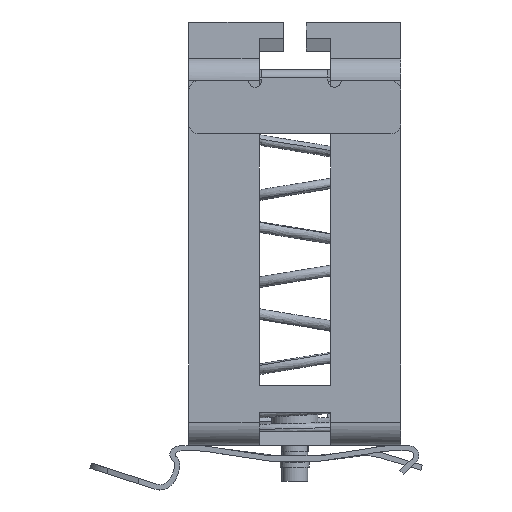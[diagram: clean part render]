
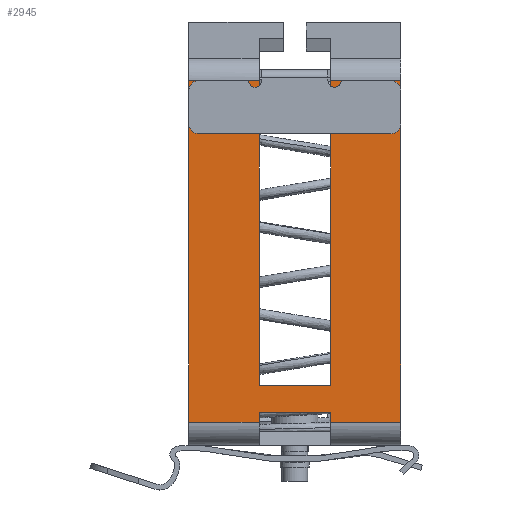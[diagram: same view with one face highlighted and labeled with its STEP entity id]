
A CAD part, left-side view. The second image highlights one B-rep face of the part: STEP entity #2945.
In plain terms, the highlighted planar face has unit normal (-1, 0, 0).
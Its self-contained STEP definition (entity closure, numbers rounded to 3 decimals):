
#2870=AXIS2_PLACEMENT_3D('Plane Axis2P3D',#2867,#2868,#2869) ;
#2544=CARTESIAN_POINT('Vertex',(1.2,35.239,10.26)) ;
#2654=CARTESIAN_POINT('Vertex',(1.2,13.839,10.26)) ;
#2668=CARTESIAN_POINT('Vertex',(1.2,24.639,10.26)) ;
#2671=CARTESIAN_POINT('Line Origine',(1.2,19.239,10.26)) ;
#2680=CARTESIAN_POINT('Vertex',(1.2,3.239,10.26)) ;
#2683=CARTESIAN_POINT('Line Origine',(1.2,19.239,10.26)) ;
#2725=CARTESIAN_POINT('Line Origine',(1.2,35.239,36.022)) ;
#2729=CARTESIAN_POINT('Vertex',(1.2,35.239,61.785)) ;
#2867=CARTESIAN_POINT('Axis2P3D Location',(1.2,19.239,8.76)) ;
#2872=CARTESIAN_POINT('Line Origine',(1.2,13.839,38.777)) ;
#2876=CARTESIAN_POINT('Vertex',(1.2,13.839,15.77)) ;
#2878=CARTESIAN_POINT('Vertex',(1.2,13.839,61.785)) ;
#2881=CARTESIAN_POINT('Line Origine',(1.2,19.239,15.77)) ;
#2885=CARTESIAN_POINT('Vertex',(1.2,24.639,15.77)) ;
#2888=CARTESIAN_POINT('Line Origine',(1.2,24.639,38.777)) ;
#2892=CARTESIAN_POINT('Vertex',(1.2,24.639,61.785)) ;
#2895=CARTESIAN_POINT('Line Origine',(1.2,29.939,61.785)) ;
#2900=CARTESIAN_POINT('Line Origine',(1.2,24.639,11.015)) ;
#2904=CARTESIAN_POINT('Vertex',(1.2,24.639,11.77)) ;
#2907=CARTESIAN_POINT('Line Origine',(1.2,19.239,11.77)) ;
#2911=CARTESIAN_POINT('Vertex',(1.2,13.839,11.77)) ;
#2914=CARTESIAN_POINT('Line Origine',(1.2,13.839,11.015)) ;
#2919=CARTESIAN_POINT('Line Origine',(1.2,3.239,36.022)) ;
#2923=CARTESIAN_POINT('Vertex',(1.2,3.239,61.785)) ;
#2926=CARTESIAN_POINT('Line Origine',(1.2,8.539,61.785)) ;
#2672=DIRECTION('Vector Direction',(0.,-1.,0.)) ;
#2684=DIRECTION('Vector Direction',(0.,-1.,0.)) ;
#2726=DIRECTION('Vector Direction',(0.,0.,-1.)) ;
#2868=DIRECTION('Axis2P3D Direction',(-1.,0.,0.)) ;
#2869=DIRECTION('Axis2P3D XDirection',(0.,-1.,0.)) ;
#2873=DIRECTION('Vector Direction',(0.,0.,1.)) ;
#2882=DIRECTION('Vector Direction',(0.,1.,0.)) ;
#2889=DIRECTION('Vector Direction',(0.,0.,1.)) ;
#2896=DIRECTION('Vector Direction',(0.,-1.,0.)) ;
#2901=DIRECTION('Vector Direction',(0.,0.,-1.)) ;
#2908=DIRECTION('Vector Direction',(0.,1.,0.)) ;
#2915=DIRECTION('Vector Direction',(0.,0.,-1.)) ;
#2920=DIRECTION('Vector Direction',(0.,0.,-1.)) ;
#2927=DIRECTION('Vector Direction',(0.,-1.,0.)) ;
#2673=VECTOR('Line Direction',#2672,1.) ;
#2685=VECTOR('Line Direction',#2684,1.) ;
#2727=VECTOR('Line Direction',#2726,1.) ;
#2874=VECTOR('Line Direction',#2873,1.) ;
#2883=VECTOR('Line Direction',#2882,1.) ;
#2890=VECTOR('Line Direction',#2889,1.) ;
#2897=VECTOR('Line Direction',#2896,1.) ;
#2902=VECTOR('Line Direction',#2901,1.) ;
#2909=VECTOR('Line Direction',#2908,1.) ;
#2916=VECTOR('Line Direction',#2915,1.) ;
#2921=VECTOR('Line Direction',#2920,1.) ;
#2928=VECTOR('Line Direction',#2927,1.) ;
#2932=ORIENTED_EDGE('',*,*,#2880,.F.) ;
#2933=ORIENTED_EDGE('',*,*,#2887,.T.) ;
#2934=ORIENTED_EDGE('',*,*,#2894,.T.) ;
#2935=ORIENTED_EDGE('',*,*,#2899,.F.) ;
#2936=ORIENTED_EDGE('',*,*,#2731,.T.) ;
#2937=ORIENTED_EDGE('',*,*,#2675,.T.) ;
#2938=ORIENTED_EDGE('',*,*,#2906,.F.) ;
#2939=ORIENTED_EDGE('',*,*,#2913,.F.) ;
#2940=ORIENTED_EDGE('',*,*,#2918,.T.) ;
#2941=ORIENTED_EDGE('',*,*,#2687,.T.) ;
#2942=ORIENTED_EDGE('',*,*,#2925,.F.) ;
#2943=ORIENTED_EDGE('',*,*,#2930,.F.) ;
#2945=ADVANCED_FACE('V2',(#2944),#2871,.T.) ;
#2675=EDGE_CURVE('',#2545,#2669,#2674,.T.) ;
#2687=EDGE_CURVE('',#2655,#2681,#2686,.T.) ;
#2731=EDGE_CURVE('',#2730,#2545,#2728,.T.) ;
#2880=EDGE_CURVE('',#2877,#2879,#2875,.T.) ;
#2887=EDGE_CURVE('',#2877,#2886,#2884,.T.) ;
#2894=EDGE_CURVE('',#2886,#2893,#2891,.T.) ;
#2899=EDGE_CURVE('',#2730,#2893,#2898,.T.) ;
#2906=EDGE_CURVE('',#2905,#2669,#2903,.T.) ;
#2913=EDGE_CURVE('',#2912,#2905,#2910,.T.) ;
#2918=EDGE_CURVE('',#2912,#2655,#2917,.T.) ;
#2925=EDGE_CURVE('',#2924,#2681,#2922,.T.) ;
#2930=EDGE_CURVE('',#2879,#2924,#2929,.T.) ;
#2931=EDGE_LOOP('',(#2932,#2933,#2934,#2935,#2936,#2937,#2938,#2939,#2940,#2941,#2942,#2943)) ;
#2944=FACE_OUTER_BOUND('',#2931,.T.) ;
#2674=LINE('Line',#2671,#2673) ;
#2686=LINE('Line',#2683,#2685) ;
#2728=LINE('Line',#2725,#2727) ;
#2875=LINE('Line',#2872,#2874) ;
#2884=LINE('Line',#2881,#2883) ;
#2891=LINE('Line',#2888,#2890) ;
#2898=LINE('Line',#2895,#2897) ;
#2903=LINE('Line',#2900,#2902) ;
#2910=LINE('Line',#2907,#2909) ;
#2917=LINE('Line',#2914,#2916) ;
#2922=LINE('Line',#2919,#2921) ;
#2929=LINE('Line',#2926,#2928) ;
#2871=PLANE('',#2870) ;
#2545=VERTEX_POINT('',#2544) ;
#2655=VERTEX_POINT('',#2654) ;
#2669=VERTEX_POINT('',#2668) ;
#2681=VERTEX_POINT('',#2680) ;
#2730=VERTEX_POINT('',#2729) ;
#2877=VERTEX_POINT('',#2876) ;
#2879=VERTEX_POINT('',#2878) ;
#2886=VERTEX_POINT('',#2885) ;
#2893=VERTEX_POINT('',#2892) ;
#2905=VERTEX_POINT('',#2904) ;
#2912=VERTEX_POINT('',#2911) ;
#2924=VERTEX_POINT('',#2923) ;
